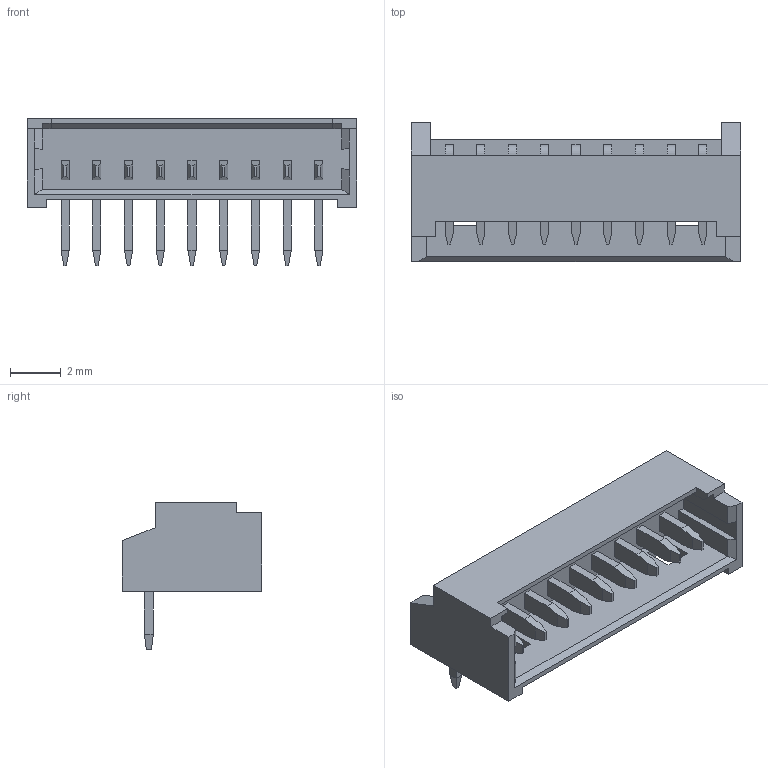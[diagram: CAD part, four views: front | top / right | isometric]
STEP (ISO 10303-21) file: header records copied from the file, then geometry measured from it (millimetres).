
FILE_DESCRIPTION(/* description */ (''),/* implementation_level */ '2;1');
FILE_NAME(/* name */ '530480910wbm000_01_214.stp',/* time_stamp */ '2021-10-22T20:49:19+05:00',/* author */ (''),/* organization */ (''),/* preprocessor_version */ 'ST-DEVELOPER v16.7',/* originating_system */ 'SIEMENS PLM Software NX 1919',/* authorisation */ '');
FILE_SCHEMA (('AUTOMOTIVE_DESIGN { 1 0 10303 214 3 1 1 1 }'));
Length unit declared in the file: millimetre
Products named in the file (1): 530480910wbm000_01
Bounding box: 13 x 5.5 x 5.8 mm (x, y, z)
Volume: 100.2 mm3; surface area: 367 mm2
Topology: 1 solids, 1 shells, 241 faces, 621 edges, 400 vertices
Faces by surface type: plane 232, cylinder 9
Entity records: 7169 total; most frequent: CARTESIAN_POINT 1263, ORIENTED_EDGE 1242, DIRECTION 1123, EDGE_CURVE 621, LINE 603, VECTOR 603, VERTEX_POINT 400, EDGE_LOOP 263
